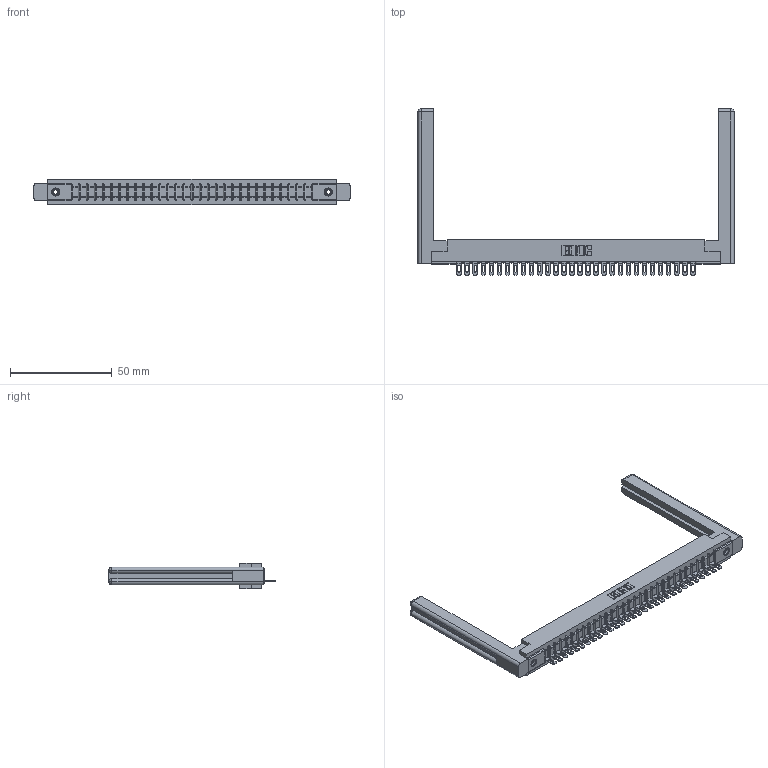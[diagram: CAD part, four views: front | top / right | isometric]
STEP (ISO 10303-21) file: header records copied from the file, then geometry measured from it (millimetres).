
FILE_DESCRIPTION (( 'STEP AP203' ), '1' );
FILE_NAME ('307-030-501-158.STEP', '2019-09-05T04:03:28', ( '' ), ( '' ), 'SwSTEP 2.0', 'SolidWorks 2016', '' );
FILE_SCHEMA (( 'CONFIG_CONTROL_DESIGN' ));
Length unit declared in the file: inch
Products named in the file (5): 307-220-058; 307 Part_.156 Dia Mounting Holes; 307-030-501-158; 307-290-002_501; 345-250-001_345-250-001-102
Assembly tree (35 placements, depth 2):
  307-030-501-158
    307 Part_.156 Dia Mounting Holes
    307-290-002_501  x30
    307-220-058  x2
    345-250-001_345-250-001-102  x2
Bounding box: 155.5 x 81.74 x 12.7 mm (x, y, z)
Volume: 23697.2 mm3; surface area: 25615 mm2
Topology: 35 solids, 35 shells, 2571 faces, 7817 edges, 5114 vertices
Faces by surface type: plane 1474, cylinder 1011, sphere 62, torus 12, cone 12
Entity records: 30625 total; most frequent: CARTESIAN_POINT 5171, ORIENTED_EDGE 5100, DIRECTION 4994, EDGE_CURVE 2550, VECTOR 1940, LINE 1940, VERTEX_POINT 1650, AXIS2_PLACEMENT_3D 1527
